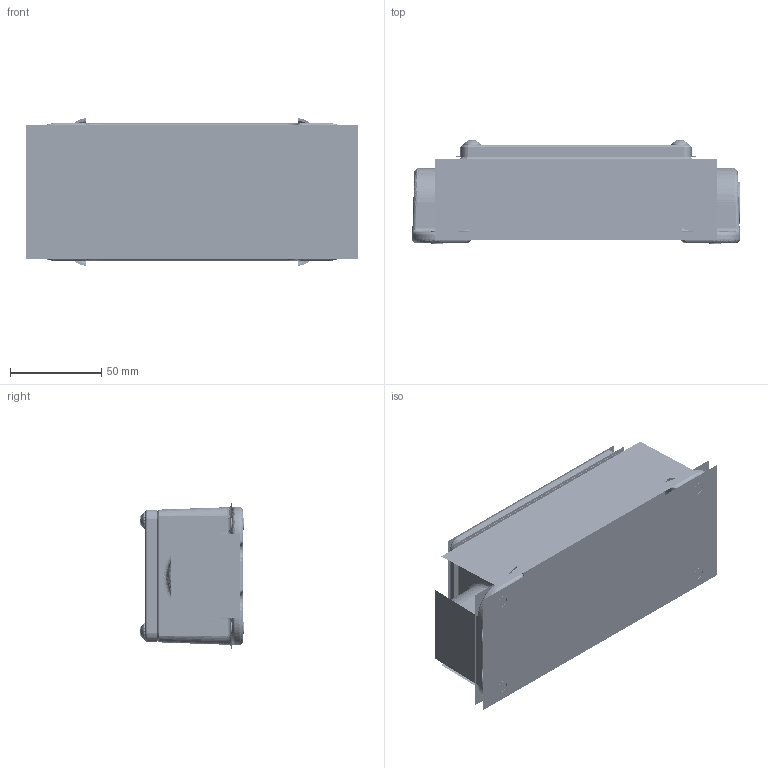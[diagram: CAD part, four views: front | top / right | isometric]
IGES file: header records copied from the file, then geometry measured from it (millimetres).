
Start section:  PTC IGES file: 8800865322000_asm.igs
Global section: file name: 8800865322000_asm.igs; native system: Creo Parametric by Parametric Technology Corporation; preprocessor: 2014000; author: mainorba; organization: Unknown; date: 20160407.105314; units: inch
Bounding box: 182.41 x 56.79 x 80.93 mm (x, y, z)
Volume: 394670 mm3; surface area: 972911.5 mm2
Topology: 35 solids, 45 shells, 5758 faces, 35590 edges, 49378 vertices
Faces by surface type: bspline 2906, revolution 2724, extrusion 128
